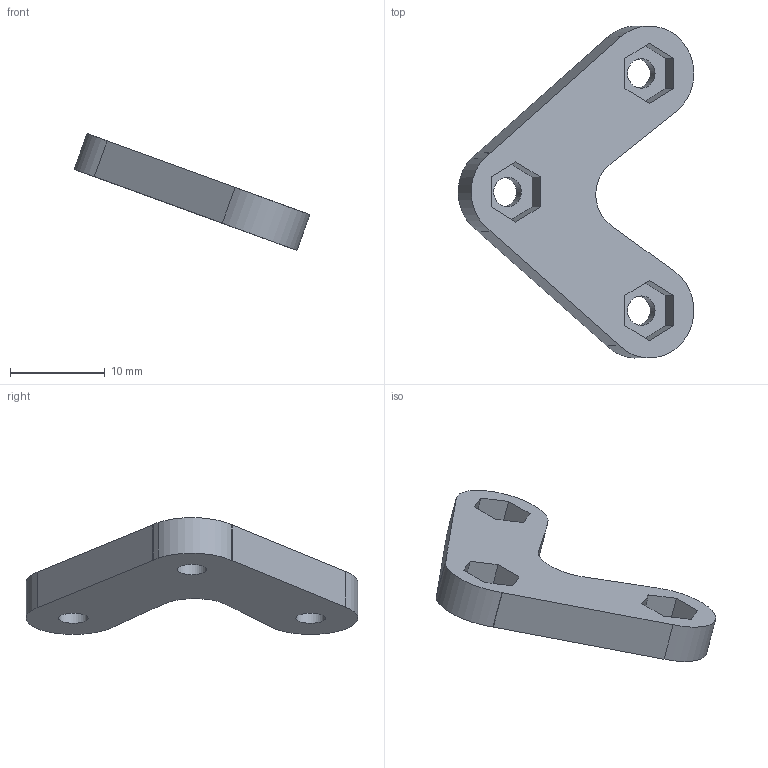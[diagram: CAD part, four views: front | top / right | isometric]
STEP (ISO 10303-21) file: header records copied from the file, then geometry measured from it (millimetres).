
FILE_DESCRIPTION(/* description */ (''),/* implementation_level */ '2;1');
FILE_NAME(/* name */ 'leg_hold v4.step',/* time_stamp */ '2025-07-31T19:14:59-07:00',/* author */ (''),/* organization */ (''),/* preprocessor_version */ 'ST-DEVELOPER v20.1',/* originating_system */ 'Autodesk Translation Framework v14.10.0.0',/* authorisation */ '');
FILE_SCHEMA (('AUTOMOTIVE_DESIGN { 1 0 10303 214 3 1 1 }'));
Length unit declared in the file: millimetre
Products named in the file (1): leg_hold
Bounding box: 24.85 x 34.99 x 12.31 mm (x, y, z)
Volume: 1583.1 mm3; surface area: 1469.8 mm2
Topology: 1 solids, 1 shells, 38 faces, 99 edges, 66 vertices
Faces by surface type: plane 30, cylinder 8
Full cylindrical faces by diameter (mm): 3.1 x3
Entity records: 1211 total; most frequent: CARTESIAN_POINT 204, ORIENTED_EDGE 198, DIRECTION 193, EDGE_CURVE 99, LINE 83, VECTOR 83, VERTEX_POINT 66, AXIS2_PLACEMENT_3D 55
